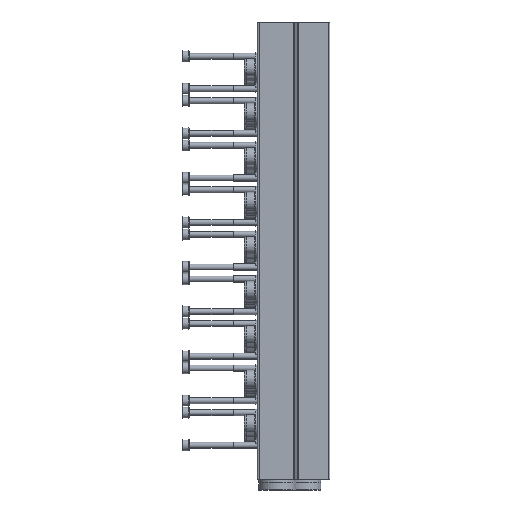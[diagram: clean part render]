
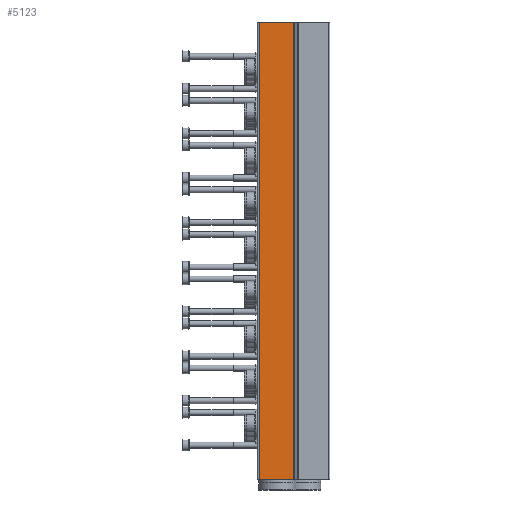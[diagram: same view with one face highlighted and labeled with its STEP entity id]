
A CAD part, left-side view. The second image highlights one B-rep face of the part: STEP entity #5123.
In plain terms, the highlighted planar face has unit normal (-1, 0, 0).
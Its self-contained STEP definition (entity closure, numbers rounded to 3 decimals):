
#252=PLANE('',#5522);
#795=ORIENTED_EDGE('',*,*,#2091,.F.);
#796=ORIENTED_EDGE('',*,*,#2090,.F.);
#797=ORIENTED_EDGE('',*,*,#2092,.T.);
#798=ORIENTED_EDGE('',*,*,#2093,.T.);
#2090=EDGE_CURVE('',#2738,#2736,#3216,.T.);
#2091=EDGE_CURVE('',#2736,#2739,#3217,.T.);
#2092=EDGE_CURVE('',#2738,#2740,#3218,.T.);
#2093=EDGE_CURVE('',#2740,#2739,#3219,.T.);
#2736=VERTEX_POINT('',#8456);
#2738=VERTEX_POINT('',#8460);
#2739=VERTEX_POINT('',#8464);
#2740=VERTEX_POINT('',#8466);
#3216=LINE('',#8461,#3513);
#3217=LINE('',#8463,#3514);
#3218=LINE('',#8465,#3515);
#3219=LINE('',#8467,#3516);
#3513=VECTOR('',#6239,1000.);
#3514=VECTOR('',#6242,1000.);
#3515=VECTOR('',#6243,1000.);
#3516=VECTOR('',#6244,1000.);
#3825=EDGE_LOOP('',(#795,#796,#797,#798));
#4418=FACE_BOUND('',#3825,.T.);
#5123=ADVANCED_FACE('',(#4418),#252,.T.);
#5522=AXIS2_PLACEMENT_3D('',#8462,#6240,#6241);
#6239=DIRECTION('',(0.,0.,1.));
#6240=DIRECTION('',(-1.,0.,0.));
#6241=DIRECTION('',(0.,0.,1.));
#6242=DIRECTION('',(0.,-1.,0.));
#6243=DIRECTION('',(0.,-1.,0.));
#6244=DIRECTION('',(0.,0.,1.));
#8456=CARTESIAN_POINT('',(-32.1,35.,0.));
#8460=CARTESIAN_POINT('',(-32.1,35.,-226.));
#8461=CARTESIAN_POINT('',(-32.1,35.,-226.));
#8462=CARTESIAN_POINT('',(-32.1,35.,-226.));
#8463=CARTESIAN_POINT('',(-32.1,35.,0.));
#8464=CARTESIAN_POINT('',(-32.1,18.111,0.));
#8465=CARTESIAN_POINT('',(-32.1,35.,-226.));
#8466=CARTESIAN_POINT('',(-32.1,18.111,-226.));
#8467=CARTESIAN_POINT('',(-32.1,18.111,-226.));
